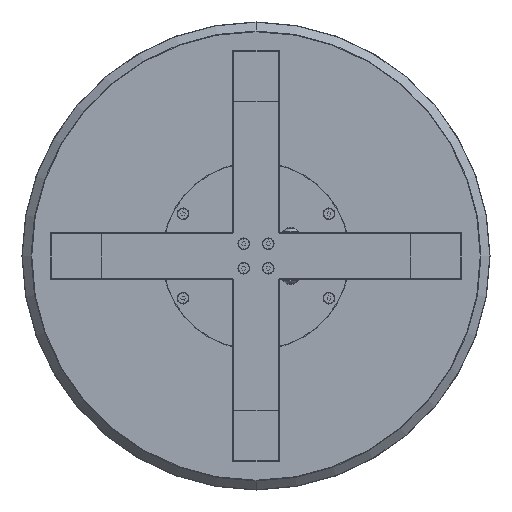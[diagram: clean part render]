
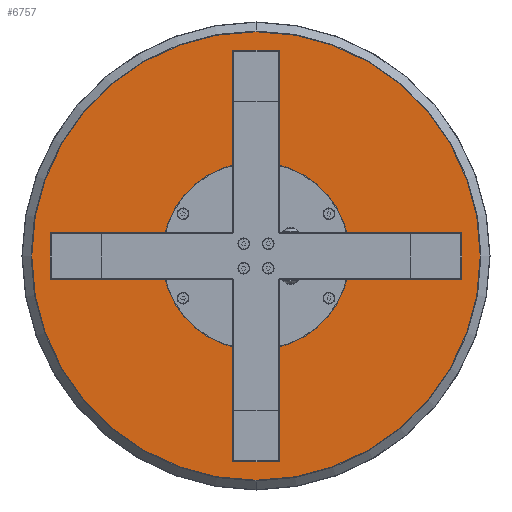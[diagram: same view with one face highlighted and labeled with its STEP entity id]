
A CAD part, front view. The second image highlights one B-rep face of the part: STEP entity #6757.
In plain terms, the highlighted planar face has unit normal (0, -1, 0).
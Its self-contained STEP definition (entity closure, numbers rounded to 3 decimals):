
#83 = DIRECTION ( 'NONE',  ( 0., -1., 0. ) ) ;
#520 = EDGE_CURVE ( 'NONE', #4040, #8510, #6101, .T. ) ;
#820 = CIRCLE ( 'NONE', #6413, 239.586 ) ;
#1324 = CARTESIAN_POINT ( 'NONE',  ( 0., 687.9, 100.5 ) ) ;
#2081 = DIRECTION ( 'NONE',  ( 0., -1., 0. ) ) ;
#2108 = ORIENTED_EDGE ( 'NONE', *, *, #520, .F. ) ;
#2183 = DIRECTION ( 'NONE',  ( 0., 0., -1. ) ) ;
#2301 = DIRECTION ( 'NONE',  ( 0., 0., 1. ) ) ;
#2370 = AXIS2_PLACEMENT_3D ( 'NONE', #9345, #2081, #2183 ) ;
#2951 = DIRECTION ( 'NONE',  ( 0., 1., 0. ) ) ;
#3126 = ORIENTED_EDGE ( 'NONE', *, *, #9843, .F. ) ;
#3290 = CARTESIAN_POINT ( 'NONE',  ( 0., 687.9, -100.5 ) ) ;
#3384 = DIRECTION ( 'NONE',  ( 0., 0., -1. ) ) ;
#3540 = AXIS2_PLACEMENT_3D ( 'NONE', #8618, #2951, #2301 ) ;
#4040 = VERTEX_POINT ( 'NONE', #1324 ) ;
#4283 = CARTESIAN_POINT ( 'NONE',  ( 0., 687.9, 0. ) ) ;
#4574 = CIRCLE ( 'NONE', #6263, 100.5 ) ;
#4747 = FACE_BOUND ( 'NONE', #7612, .T. ) ;
#5684 = ORIENTED_EDGE ( 'NONE', *, *, #5695, .T. ) ;
#5695 = EDGE_CURVE ( 'NONE', #6529, #8036, #820, .T. ) ;
#5969 = EDGE_LOOP ( 'NONE', ( #9812, #5684 ) ) ;
#6101 = CIRCLE ( 'NONE', #2370, 100.5 ) ;
#6119 = DIRECTION ( 'NONE',  ( 0., -1., 0. ) ) ;
#6263 = AXIS2_PLACEMENT_3D ( 'NONE', #4283, #83, #3384 ) ;
#6413 = AXIS2_PLACEMENT_3D ( 'NONE', #7064, #6119, #6855 ) ;
#6456 = CIRCLE ( 'NONE', #7818, 239.586 ) ;
#6525 = CARTESIAN_POINT ( 'NONE',  ( 0., 687.9, 239.586 ) ) ;
#6529 = VERTEX_POINT ( 'NONE', #8315 ) ;
#6757 = ADVANCED_FACE ( 'NONE', ( #10218, #4747 ), #10266, .F. ) ;
#6855 = DIRECTION ( 'NONE',  ( 0., 0., 1. ) ) ;
#6948 = DIRECTION ( 'NONE',  ( 0., -1., 0. ) ) ;
#7041 = EDGE_CURVE ( 'NONE', #8036, #6529, #6456, .T. ) ;
#7064 = CARTESIAN_POINT ( 'NONE',  ( 0., 687.9, 0. ) ) ;
#7612 = EDGE_LOOP ( 'NONE', ( #3126, #2108 ) ) ;
#7635 = CARTESIAN_POINT ( 'NONE',  ( 0., 687.9, 0. ) ) ;
#7818 = AXIS2_PLACEMENT_3D ( 'NONE', #7635, #6948, #9278 ) ;
#8036 = VERTEX_POINT ( 'NONE', #6525 ) ;
#8315 = CARTESIAN_POINT ( 'NONE',  ( 0., 687.9, -239.586 ) ) ;
#8510 = VERTEX_POINT ( 'NONE', #3290 ) ;
#8618 = CARTESIAN_POINT ( 'NONE',  ( 0., 687.9, 0. ) ) ;
#9278 = DIRECTION ( 'NONE',  ( 0., 0., 1. ) ) ;
#9345 = CARTESIAN_POINT ( 'NONE',  ( 0., 687.9, 0. ) ) ;
#9812 = ORIENTED_EDGE ( 'NONE', *, *, #7041, .T. ) ;
#9843 = EDGE_CURVE ( 'NONE', #8510, #4040, #4574, .T. ) ;
#10218 = FACE_OUTER_BOUND ( 'NONE', #5969, .T. ) ;
#10266 = PLANE ( 'NONE',  #3540 ) ;
